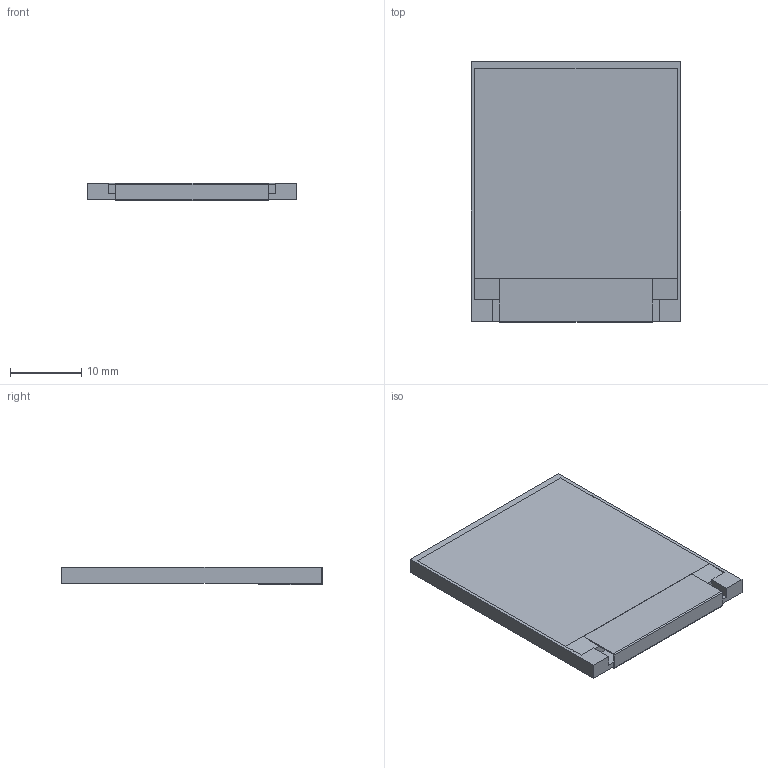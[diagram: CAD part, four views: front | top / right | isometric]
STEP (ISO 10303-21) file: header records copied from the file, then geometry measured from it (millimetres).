
FILE_DESCRIPTION(/* description */ (''),/* implementation_level */ '2;1');
FILE_NAME(/* name */ '',/* time_stamp */ '2023-10-19T14:35:38+08:00',/* author */ (''),/* organization */ (''),/* preprocessor_version */ 'ST-DEVELOPER v20',/* originating_system */ 'Autodesk Translation Framework v12.14.0.127',/* authorisation */ '');
FILE_SCHEMA (('AUTOMOTIVE_DESIGN { 1 0 10303 214 3 1 1 }'));
Length unit declared in the file: millimetre
Products named in the file (4): 1.44寸TFT14P屏幕; 零部件1; 零部件2; 零部件3
Assembly tree (3 placements, depth 2):
  1.44寸TFT14P屏幕
    零部件1
    零部件2
    零部件3
Bounding box: 29.5 x 36.65 x 2.5 mm (x, y, z)
Volume: 2364 mm3; surface area: 5354.1 mm2
Topology: 3 solids, 3 shells, 33 faces, 81 edges, 54 vertices
Faces by surface type: plane 31, cylinder 2
Entity records: 1097 total; most frequent: CARTESIAN_POINT 175, DIRECTION 165, ORIENTED_EDGE 162, EDGE_CURVE 81, LINE 77, VECTOR 77, VERTEX_POINT 54, AXIS2_PLACEMENT_3D 44
